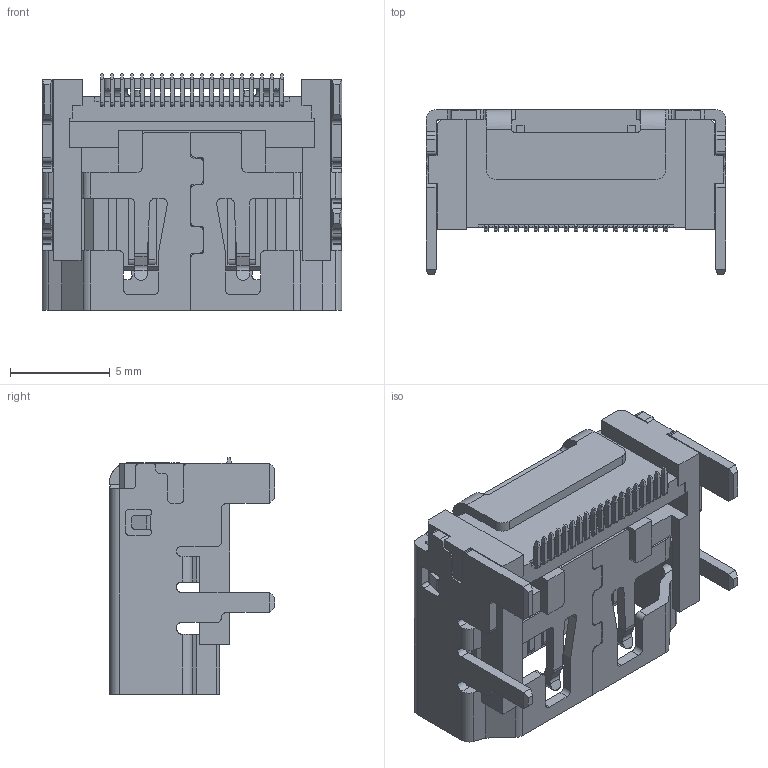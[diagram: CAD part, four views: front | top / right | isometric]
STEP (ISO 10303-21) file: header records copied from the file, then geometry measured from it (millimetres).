
FILE_DESCRIPTION((''),'2;1');
FILE_NAME('FHD22_REV2_ASM_ASM','2025-08-21T',('工程三'),(''),'PRO/ENGINEER BY PARAMETRIC TECHNOLOGY CORPORATION, 2010280','PRO/ENGINEER BY PARAMETRIC TECHNOLOGY CORPORATION, 2010280','');
FILE_SCHEMA(('CONFIG_CONTROL_DESIGN'));
Length unit declared in the file: millimetre
Products named in the file (1): FHD22_REV2_ASM_ASM
Bounding box: 15 x 8.26 x 11.85 mm (x, y, z)
Volume: 500.8 mm3; surface area: 1383.9 mm2
Topology: 1 solids, 20 shells, 1058 faces, 2960 edges, 1930 vertices
Faces by surface type: plane 819, cylinder 239
Entity records: 33803 total; most frequent: CARTESIAN_POINT 6278, ORIENTED_EDGE 5920, DIRECTION 5465, EDGE_CURVE 2960, VECTOR 2427, LINE 2427, VERTEX_POINT 1930, AXIS2_PLACEMENT_3D 1519
